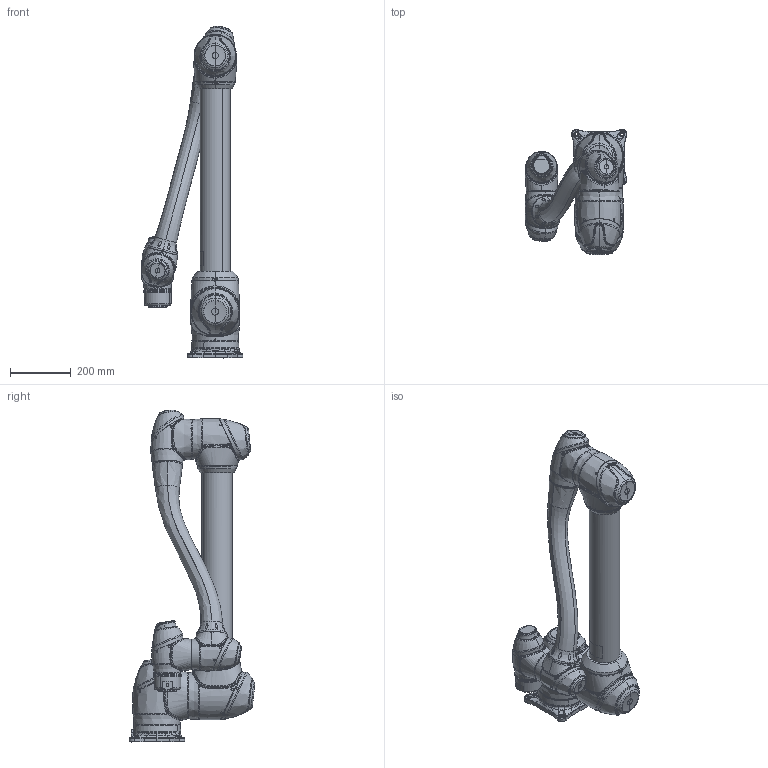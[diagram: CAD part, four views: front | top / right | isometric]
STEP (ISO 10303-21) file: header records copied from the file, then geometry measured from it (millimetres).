
FILE_DESCRIPTION(('CATIA V5 STEP Exchange'),'2;1');
FILE_NAME('Doosan_Robotics_Robot_M0617_STEP_Package_Position_200203.stp','2020-02-03T00:43:03+00:00',('none'),('none'),'Version 5-6 Release 2012','CATIA V5 STEP AP203','none');
FILE_SCHEMA(('CONFIG_CONTROL_DESIGN'));
Length unit declared in the file: millimetre
Products named in the file (1): M0617
Assembly tree (10 placements, depth 2):
  M0617
    #57
    #21844
    #36183
    #50522
    #83134
    #100858
    #116480
    #120892
    #145990
    #164453
Bounding box: 335.21 x 413.56 x 1094.62 mm (x, y, z)
Volume: 26725670.3 mm3; surface area: 1239977.4 mm2
Topology: 13 solids, 13 shells, 938 faces, 6623 edges, 5807 vertices
Faces by surface type: bspline 718, cylinder 92, plane 87, torus 21, cone 14, revolution 4, extrusion 2
Entity records: 167210 total; most frequent: CARTESIAN_POINT 128453, ORIENTED_EDGE 13246, EDGE_CURVE 6623, VERTEX_POINT 5790, B_SPLINE_CURVE_WITH_KNOTS 5764, DIRECTION 1273, EDGE_LOOP 1029, ADVANCED_FACE 938
